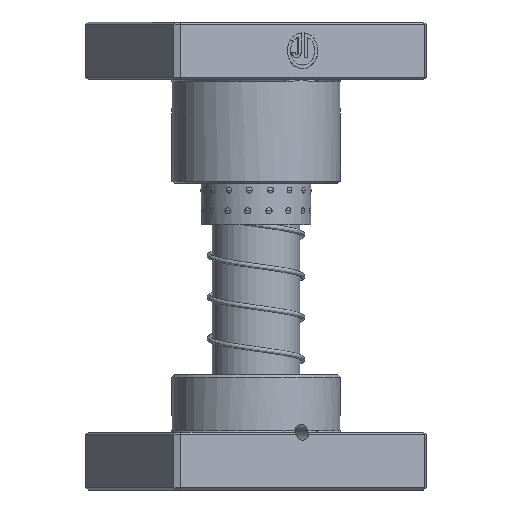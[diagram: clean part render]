
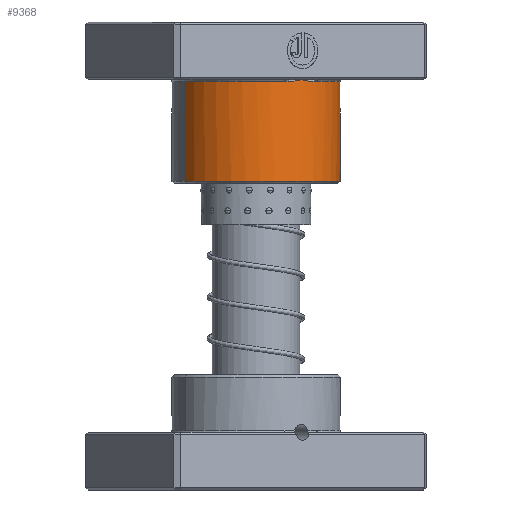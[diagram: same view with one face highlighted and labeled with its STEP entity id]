
A CAD part, front view. The second image highlights one B-rep face of the part: STEP entity #9368.
In plain terms, the highlighted cylindrical face has radius 36.5 mm (diameter 73 mm), a partial arc.
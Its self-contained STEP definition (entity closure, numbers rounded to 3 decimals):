
#1121 = EDGE_CURVE ( 'NONE', #24769, #21869, #4501, .T. ) ;
#1976 = VERTEX_POINT ( 'NONE', #34155 ) ;
#1990 = CARTESIAN_POINT ( 'NONE',  ( 0., 36.5, 25. ) ) ;
#2884 = CARTESIAN_POINT ( 'NONE',  ( -0.701, 36.495, 25.118 ) ) ;
#2995 = AXIS2_PLACEMENT_3D ( 'NONE', #19451, #42283, #22765 ) ;
#3289 = CARTESIAN_POINT ( 'NONE',  ( 0., 0., 26. ) ) ;
#3829 = VERTEX_POINT ( 'NONE', #28095 ) ;
#4501 = CIRCLE ( 'NONE', #2995, 36.5 ) ;
#4513 = EDGE_CURVE ( 'NONE', #21869, #33931, #22078, .T. ) ;
#6093 = EDGE_CURVE ( 'NONE', #24769, #1976, #34698, .T. ) ;
#6177 = CARTESIAN_POINT ( 'NONE',  ( -1.75, 36.46, 25.291 ) ) ;
#6582 = DIRECTION ( 'NONE',  ( 1., 0., 0. ) ) ;
#7615 = CYLINDRICAL_SURFACE ( 'NONE', #26117, 36.5 ) ;
#9368 = ADVANCED_FACE ( 'NONE', ( #25013 ), #7615, .T. ) ;
#9468 = CARTESIAN_POINT ( 'NONE',  ( -3.495, 36.339, 25.565 ) ) ;
#9535 = DIRECTION ( 'NONE',  ( -1., 0., 0. ) ) ;
#9823 = DIRECTION ( 'NONE',  ( 0., 0., -1. ) ) ;
#10496 = ORIENTED_EDGE ( 'NONE', *, *, #34882, .T. ) ;
#10860 = CARTESIAN_POINT ( 'NONE',  ( 8.373, 35.527, 26. ) ) ;
#11706 = CARTESIAN_POINT ( 'NONE',  ( 7.68, 35.69, 26. ) ) ;
#11845 = ORIENTED_EDGE ( 'NONE', *, *, #28187, .T. ) ;
#11939 = DIRECTION ( 'NONE',  ( 0., 0., -1. ) ) ;
#12653 = CARTESIAN_POINT ( 'NONE',  ( 0., 0., 26. ) ) ;
#12752 = CARTESIAN_POINT ( 'NONE',  ( -5.587, 36.077, 25.837 ) ) ;
#13831 = ORIENTED_EDGE ( 'NONE', *, *, #6093, .F. ) ;
#14576 = DIRECTION ( 'NONE',  ( 0., 0., -1. ) ) ;
#15004 = CARTESIAN_POINT ( 'NONE',  ( 6.984, 35.833, 25.96 ) ) ;
#15698 = EDGE_CURVE ( 'NONE', #24704, #1976, #34211, .T. ) ;
#15758 = AXIS2_PLACEMENT_3D ( 'NONE', #3289, #26161, #6582 ) ;
#15910 = DIRECTION ( 'NONE',  ( 1., 0., 0. ) ) ;
#16015 = CARTESIAN_POINT ( 'NONE',  ( -7.68, 35.69, 26. ) ) ;
#17317 = VECTOR ( 'NONE', #14576, 1000. ) ;
#17827 = CARTESIAN_POINT ( 'NONE',  ( -36.5, 0., 70. ) ) ;
#18232 = ORIENTED_EDGE ( 'NONE', *, *, #33159, .T. ) ;
#18267 = CARTESIAN_POINT ( 'NONE',  ( 4.89, 36.178, 25.754 ) ) ;
#19451 = CARTESIAN_POINT ( 'NONE',  ( 0., 0., 69. ) ) ;
#21560 = CARTESIAN_POINT ( 'NONE',  ( 1.403, 36.5, 25.235 ) ) ;
#21869 = VERTEX_POINT ( 'NONE', #23394 ) ;
#22078 = LINE ( 'NONE', #34779, #36345 ) ;
#22765 = DIRECTION ( 'NONE',  ( 1., 0., 0. ) ) ;
#23394 = CARTESIAN_POINT ( 'NONE',  ( 36.5, 0., 69. ) ) ;
#23845 = B_SPLINE_CURVE_WITH_KNOTS ( 'NONE', 3,
 ( #31310, #11706, #15004, #37820, #18267, #41134, #21560, #1990 ),
 .UNSPECIFIED., .F., .F.,
 ( 4, 2, 2, 4 ),
 ( 0., 0.002, 0.004, 0.009 ),
 .UNSPECIFIED. ) ;
#24704 = VERTEX_POINT ( 'NONE', #37702 ) ;
#24769 = VERTEX_POINT ( 'NONE', #39848 ) ;
#25013 = FACE_OUTER_BOUND ( 'NONE', #37433, .T. ) ;
#25144 = B_SPLINE_CURVE_WITH_KNOTS ( 'NONE', 3,
 ( #35440, #42012, #2884, #25753, #6177, #29010, #9468, #32321, #12752, #35578, #16015, #38888 ),
 .UNSPECIFIED., .F., .F.,
 ( 4, 2, 2, 2, 2, 4 ),
 ( 0., 0.001, 0.002, 0.004, 0.006, 0.008 ),
 .UNSPECIFIED. ) ;
#25753 = CARTESIAN_POINT ( 'NONE',  ( -1.4, 36.475, 25.234 ) ) ;
#25993 = ORIENTED_EDGE ( 'NONE', *, *, #15698, .T. ) ;
#26117 = AXIS2_PLACEMENT_3D ( 'NONE', #32652, #9823, #9535 ) ;
#26161 = DIRECTION ( 'NONE',  ( 0., 0., 1. ) ) ;
#28095 = CARTESIAN_POINT ( 'NONE',  ( 0., 36.5, 25. ) ) ;
#28187 = EDGE_CURVE ( 'NONE', #3829, #24704, #25144, .T. ) ;
#28253 = ORIENTED_EDGE ( 'NONE', *, *, #4513, .T. ) ;
#29010 = CARTESIAN_POINT ( 'NONE',  ( -2.798, 36.399, 25.459 ) ) ;
#30291 = AXIS2_PLACEMENT_3D ( 'NONE', #12653, #35480, #15910 ) ;
#30667 = CARTESIAN_POINT ( 'NONE',  ( 36.5, 0., 26. ) ) ;
#31310 = CARTESIAN_POINT ( 'NONE',  ( 8.373, 35.527, 26. ) ) ;
#32321 = CARTESIAN_POINT ( 'NONE',  ( -4.89, 36.178, 25.754 ) ) ;
#32652 = CARTESIAN_POINT ( 'NONE',  ( 0., 0., 70. ) ) ;
#33159 = EDGE_CURVE ( 'NONE', #33931, #38270, #34855, .T. ) ;
#33931 = VERTEX_POINT ( 'NONE', #30667 ) ;
#34155 = CARTESIAN_POINT ( 'NONE',  ( -36.5, 0., 26. ) ) ;
#34211 = CIRCLE ( 'NONE', #30291, 36.5 ) ;
#34698 = LINE ( 'NONE', #17827, #17317 ) ;
#34779 = CARTESIAN_POINT ( 'NONE',  ( 36.5, 0., 70. ) ) ;
#34855 = CIRCLE ( 'NONE', #15758, 36.5 ) ;
#34882 = EDGE_CURVE ( 'NONE', #38270, #3829, #23845, .T. ) ;
#35440 = CARTESIAN_POINT ( 'NONE',  ( 0., 36.5, 25. ) ) ;
#35480 = DIRECTION ( 'NONE',  ( 0., 0., 1. ) ) ;
#35578 = CARTESIAN_POINT ( 'NONE',  ( -6.984, 35.833, 25.96 ) ) ;
#36345 = VECTOR ( 'NONE', #11939, 1000. ) ;
#37433 = EDGE_LOOP ( 'NONE', ( #37994, #28253, #18232, #10496, #11845, #25993, #13831 ) ) ;
#37702 = CARTESIAN_POINT ( 'NONE',  ( -8.373, 35.527, 26. ) ) ;
#37820 = CARTESIAN_POINT ( 'NONE',  ( 5.587, 36.077, 25.837 ) ) ;
#37994 = ORIENTED_EDGE ( 'NONE', *, *, #1121, .T. ) ;
#38270 = VERTEX_POINT ( 'NONE', #10860 ) ;
#38888 = CARTESIAN_POINT ( 'NONE',  ( -8.373, 35.527, 26. ) ) ;
#39848 = CARTESIAN_POINT ( 'NONE',  ( -36.5, 0., 69. ) ) ;
#41134 = CARTESIAN_POINT ( 'NONE',  ( 2.798, 36.42, 25.47 ) ) ;
#42012 = CARTESIAN_POINT ( 'NONE',  ( -0.349, 36.5, 25.059 ) ) ;
#42283 = DIRECTION ( 'NONE',  ( 0., 0., -1. ) ) ;
